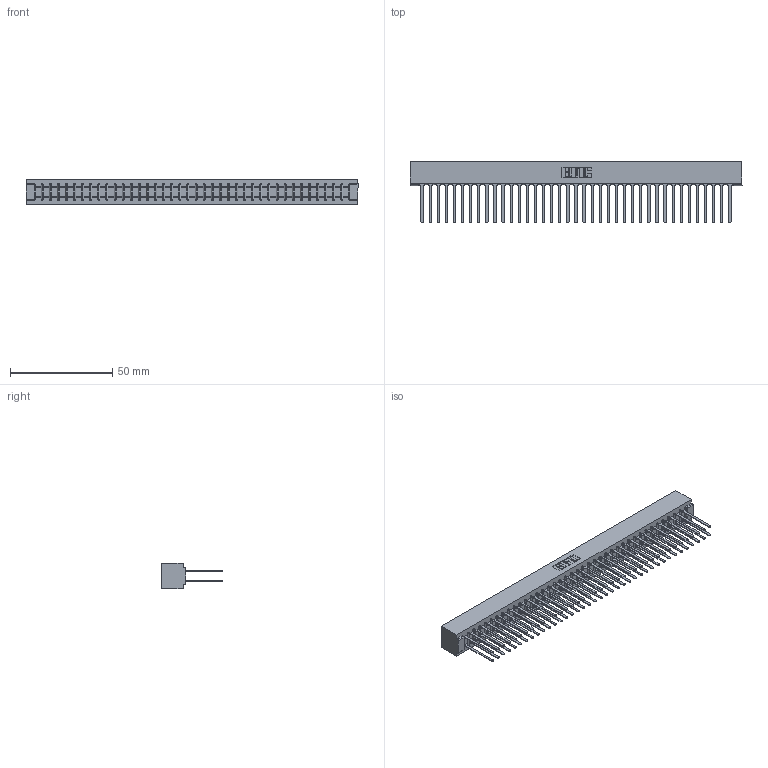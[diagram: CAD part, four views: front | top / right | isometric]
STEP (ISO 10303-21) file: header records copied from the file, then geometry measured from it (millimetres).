
FILE_DESCRIPTION (( 'STEP AP203' ), '1' );
FILE_NAME ('307-078-540-201.STEP', '2019-09-06T22:51:28', ( '' ), ( '' ), 'SwSTEP 2.0', 'SolidWorks 2016', '' );
FILE_SCHEMA (( 'CONFIG_CONTROL_DESIGN' ));
Length unit declared in the file: inch
Products named in the file (3): 307 Part_No Mounting Lugs; 307-078-540-201; 307-290-001_540
Assembly tree (79 placements, depth 2):
  307-078-540-201
    307 Part_No Mounting Lugs
    307-290-001_540  x78
Bounding box: 162.41 x 30 x 12.7 mm (x, y, z)
Volume: 18232 mm3; surface area: 25163.9 mm2
Topology: 79 solids, 79 shells, 3738 faces, 10439 edges, 6746 vertices
Faces by surface type: plane 2484, cylinder 1174, sphere 80
Entity records: 34742 total; most frequent: CARTESIAN_POINT 5679, ORIENTED_EDGE 5626, DIRECTION 5563, EDGE_CURVE 2813, VECTOR 2159, LINE 2159, VERTEX_POINT 1818, AXIS2_PLACEMENT_3D 1702
